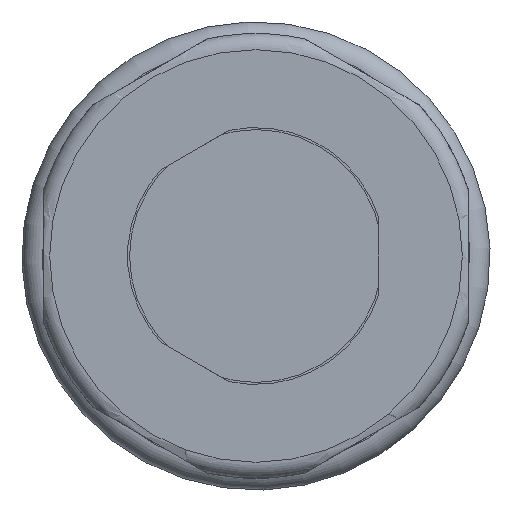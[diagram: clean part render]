
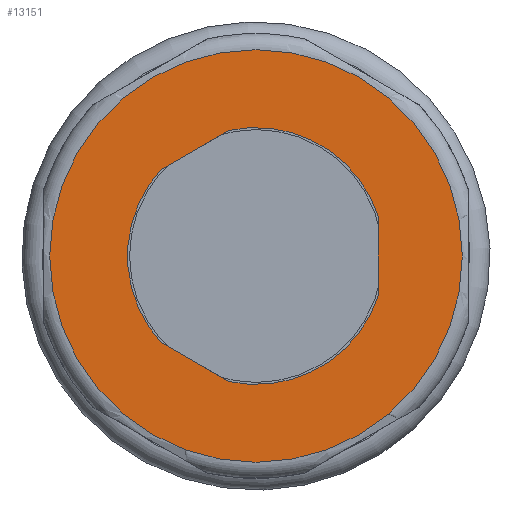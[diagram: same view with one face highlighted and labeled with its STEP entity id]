
A CAD part, left-side view. The second image highlights one B-rep face of the part: STEP entity #13151.
In plain terms, the highlighted planar face has unit normal (-1, 0, 0).
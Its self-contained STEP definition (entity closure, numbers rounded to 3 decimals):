
#470=PLANE('',#13828);
#679=FACE_BOUND('',#1679,.T.);
#945=FACE_OUTER_BOUND('',#1678,.T.);
#1678=EDGE_LOOP('',(#9376,#9377));
#1679=EDGE_LOOP('',(#9378,#9379,#9380,#9381,#9382,#9383));
#2274=CIRCLE('',#13726,6.35);
#2276=CIRCLE('',#13732,6.35);
#2278=CIRCLE('',#13735,6.35);
#2300=CIRCLE('',#13824,10.2);
#2301=CIRCLE('',#13825,10.2);
#3482=LINE('',#21719,#4205);
#3484=LINE('',#21732,#4207);
#3486=LINE('',#21744,#4209);
#4205=VECTOR('',#14452,10.);
#4207=VECTOR('',#14456,10.);
#4209=VECTOR('',#14460,10.);
#5105=VERTEX_POINT('',#21706);
#5106=VERTEX_POINT('',#21708);
#5109=VERTEX_POINT('',#21717);
#5112=VERTEX_POINT('',#21729);
#5113=VERTEX_POINT('',#21731);
#5116=VERTEX_POINT('',#21743);
#5312=VERTEX_POINT('',#47261);
#5313=VERTEX_POINT('',#47263);
#6436=EDGE_CURVE('',#5106,#5105,#2274,.T.);
#6440=EDGE_CURVE('',#5105,#5109,#3482,.T.);
#6444=EDGE_CURVE('',#5113,#5112,#3484,.T.);
#6448=EDGE_CURVE('',#5116,#5106,#3486,.T.);
#6452=EDGE_CURVE('',#5109,#5113,#2276,.T.);
#6454=EDGE_CURVE('',#5112,#5116,#2278,.T.);
#6831=EDGE_CURVE('',#5312,#5313,#2300,.T.);
#6832=EDGE_CURVE('',#5313,#5312,#2301,.T.);
#9376=ORIENTED_EDGE('',*,*,#6832,.F.);
#9377=ORIENTED_EDGE('',*,*,#6831,.F.);
#9378=ORIENTED_EDGE('',*,*,#6448,.T.);
#9379=ORIENTED_EDGE('',*,*,#6436,.T.);
#9380=ORIENTED_EDGE('',*,*,#6440,.T.);
#9381=ORIENTED_EDGE('',*,*,#6452,.T.);
#9382=ORIENTED_EDGE('',*,*,#6444,.T.);
#9383=ORIENTED_EDGE('',*,*,#6454,.T.);
#13151=ADVANCED_FACE('',(#945,#679),#470,.T.);
#13726=AXIS2_PLACEMENT_3D('',#21709,#14446,#14447);
#13732=AXIS2_PLACEMENT_3D('',#21752,#14466,#14467);
#13735=AXIS2_PLACEMENT_3D('',#21755,#14472,#14473);
#13824=AXIS2_PLACEMENT_3D('',#47264,#14830,#14831);
#13825=AXIS2_PLACEMENT_3D('',#47265,#14832,#14833);
#13828=AXIS2_PLACEMENT_3D('',#47295,#14838,#14839);
#14446=DIRECTION('center_axis',(1.,0.,0.));
#14447=DIRECTION('ref_axis',(0.,-0.739,-0.673));
#14452=DIRECTION('',(0.,-0.866,0.5));
#14456=DIRECTION('',(0.,0.,-1.));
#14460=DIRECTION('',(0.,0.866,0.5));
#14466=DIRECTION('center_axis',(1.,0.,0.));
#14467=DIRECTION('ref_axis',(0.,0.953,-0.304));
#14472=DIRECTION('center_axis',(1.,0.,0.));
#14473=DIRECTION('ref_axis',(0.,-0.213,0.977));
#14830=DIRECTION('center_axis',(1.,0.,0.));
#14831=DIRECTION('ref_axis',(0.,-1.,0.));
#14832=DIRECTION('center_axis',(1.,0.,0.));
#14833=DIRECTION('ref_axis',(0.,-1.,0.));
#14838=DIRECTION('center_axis',(-1.,0.,0.));
#14839=DIRECTION('ref_axis',(0.,0.,1.));
#21706=CARTESIAN_POINT('',(0.,4.695,4.275));
#21708=CARTESIAN_POINT('',(0.,4.695,-4.275));
#21709=CARTESIAN_POINT('Origin',(0.,0.,0.));
#21717=CARTESIAN_POINT('',(0.,1.355,6.204));
#21719=CARTESIAN_POINT('',(0.,5.387,3.876));
#21729=CARTESIAN_POINT('',(0.,-6.05,-1.929));
#21731=CARTESIAN_POINT('',(0.,-6.05,1.929));
#21732=CARTESIAN_POINT('',(0.,-6.05,-0.964));
#21743=CARTESIAN_POINT('',(0.,1.355,-6.204));
#21744=CARTESIAN_POINT('',(0.,7.057,-2.912));
#21752=CARTESIAN_POINT('Origin',(0.,0.,0.));
#21755=CARTESIAN_POINT('Origin',(0.,0.,0.));
#47261=CARTESIAN_POINT('',(0.,0.,10.2));
#47263=CARTESIAN_POINT('',(0.,10.2,0.));
#47264=CARTESIAN_POINT('Origin',(0.,0.,0.));
#47265=CARTESIAN_POINT('Origin',(0.,0.,0.));
#47295=CARTESIAN_POINT('Origin',(0.,8.525,0.));
